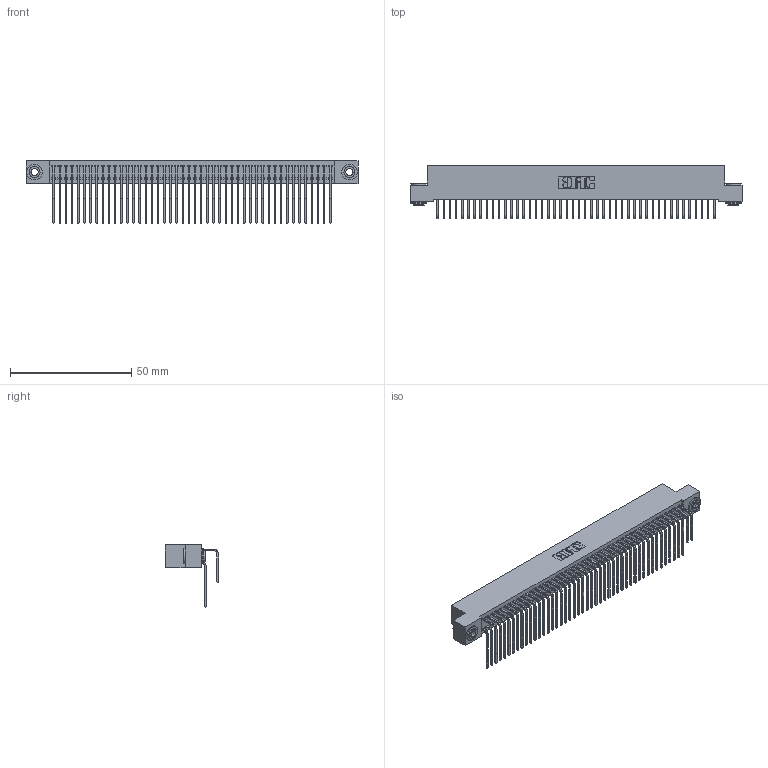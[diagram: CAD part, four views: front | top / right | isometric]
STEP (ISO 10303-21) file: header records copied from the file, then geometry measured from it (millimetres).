
FILE_DESCRIPTION (( 'STEP AP203' ), '1' );
FILE_NAME ('342-092-558-203.STEP', '2018-08-14T02:05:30', ( '' ), ( '' ), 'SwSTEP 2.0', 'SolidWorks 2016', '' );
FILE_SCHEMA (( 'CONFIG_CONTROL_DESIGN' ));
Length unit declared in the file: inch
Products named in the file (5): 342 Part_.156 TH; 345-292-001_558 559 Tail - 1; 345-292-001_558 Tail - 2; 342-250-002_345-250-002-102; 342-092-558-203
Assembly tree (95 placements, depth 2):
  342-092-558-203
    342 Part_.156 TH
    345-292-001_558 559 Tail - 1  x46
    345-292-001_558 Tail - 2  x46
    342-250-002_345-250-002-102  x2
Bounding box: 137.16 x 21.91 x 25.78 mm (x, y, z)
Volume: 12896.3 mm3; surface area: 23705.4 mm2
Topology: 95 solids, 95 shells, 5116 faces, 15187 edges, 9998 vertices
Faces by surface type: plane 3572, cylinder 1536, cone 8
Entity records: 31378 total; most frequent: CARTESIAN_POINT 5220, ORIENTED_EDGE 5098, DIRECTION 4467, EDGE_CURVE 2549, VECTOR 2357, LINE 2357, VERTEX_POINT 1694, AXIS2_PLACEMENT_3D 1055
